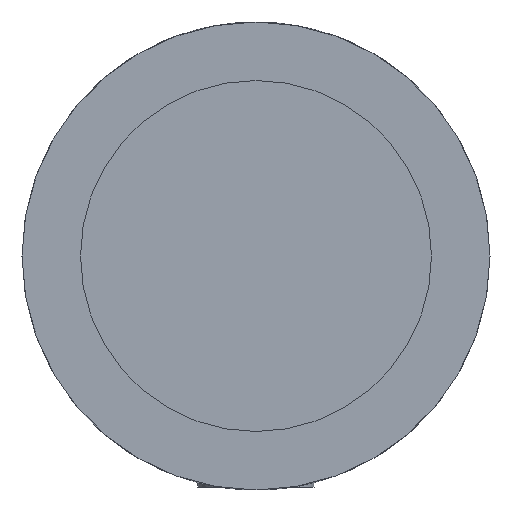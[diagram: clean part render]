
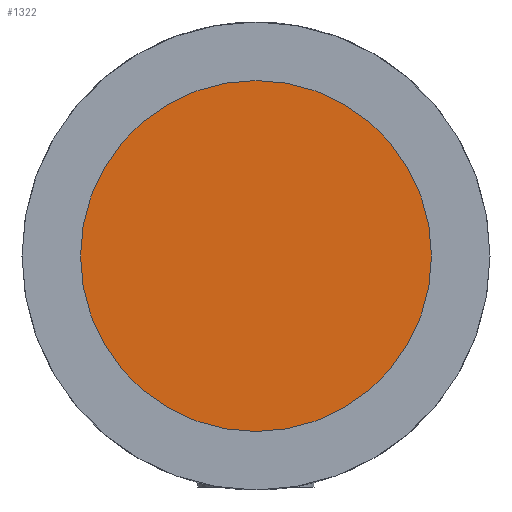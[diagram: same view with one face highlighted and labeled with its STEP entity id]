
A CAD part, front view. The second image highlights one B-rep face of the part: STEP entity #1322.
In plain terms, the highlighted planar face has unit normal (0, -1, 0).
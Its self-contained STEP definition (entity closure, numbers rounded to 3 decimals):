
#98=PLANE('',#1500);
#298=FACE_OUTER_BOUND('',#388,.T.);
#388=EDGE_LOOP('',(#1121));
#470=CIRCLE('',#1499,6.);
#593=VERTEX_POINT('',#2378);
#769=EDGE_CURVE('',#593,#593,#470,.T.);
#1121=ORIENTED_EDGE('',*,*,#769,.T.);
#1322=ADVANCED_FACE('',(#298),#98,.T.);
#1499=AXIS2_PLACEMENT_3D('',#2379,#1869,#1870);
#1500=AXIS2_PLACEMENT_3D('',#2381,#1872,#1873);
#1869=DIRECTION('center_axis',(0.,-1.,0.));
#1870=DIRECTION('ref_axis',(1.,0.,0.));
#1872=DIRECTION('center_axis',(0.,-1.,0.));
#1873=DIRECTION('ref_axis',(0.,0.,-1.));
#2378=CARTESIAN_POINT('',(-6.,0.,0.));
#2379=CARTESIAN_POINT('Origin',(0.,0.,
0.));
#2381=CARTESIAN_POINT('Origin',(3.,0.,0.));
